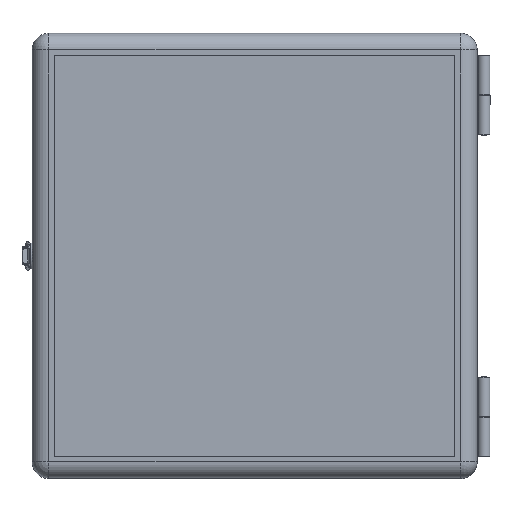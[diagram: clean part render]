
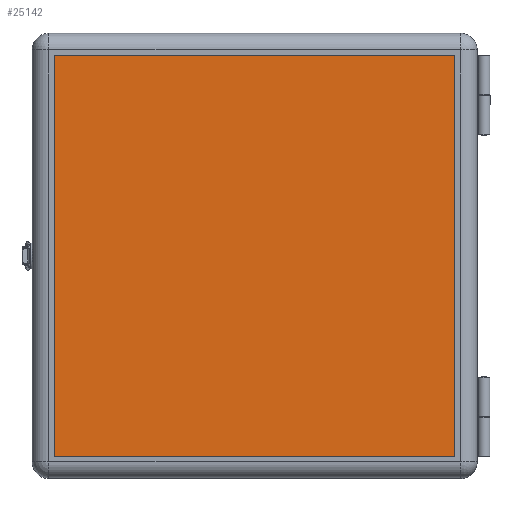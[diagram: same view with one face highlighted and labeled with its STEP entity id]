
A CAD part, top view. The second image highlights one B-rep face of the part: STEP entity #25142.
In plain terms, the highlighted face is planar.
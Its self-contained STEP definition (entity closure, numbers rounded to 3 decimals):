
#20321 = CARTESIAN_POINT ( 'NONE',  ( 180., -180., 0. ) ) ;
#20393 = CARTESIAN_POINT ( 'NONE',  ( -180., -180., 0. ) ) ;
#20506 = CARTESIAN_POINT ( 'NONE',  ( -180., 180., 0. ) ) ;
#20624 = CARTESIAN_POINT ( 'NONE',  ( 180., 180., 0. ) ) ;
#22531 = VECTOR ( 'NONE', #43623, 1000. ) ;
#22557 = VECTOR ( 'NONE', #43686, 1000. ) ;
#22602 = VECTOR ( 'NONE', #43794, 1000. ) ;
#22615 = VECTOR ( 'NONE', #43826, 1000. ) ;
#24907 = EDGE_CURVE ( 'NONE', #47957, #48269, #43618, .T. ) ;
#24928 = EDGE_CURVE ( 'NONE', #48269, #48142, #43683, .T. ) ;
#24964 = EDGE_CURVE ( 'NONE', #48029, #47957, #43786, .T. ) ;
#24975 = EDGE_CURVE ( 'NONE', #48142, #48029, #43819, .T. ) ;
#25142 = ADVANCED_FACE ( 'NONE', ( #45318 ), #45319, .F. ) ;
#25930 = EDGE_LOOP ( 'NONE', ( #34864, #34865, #34866, #34867 ) ) ;
#34864 = ORIENTED_EDGE ( 'NONE', *, *, #24964, .F. ) ;
#34865 = ORIENTED_EDGE ( 'NONE', *, *, #24975, .F. ) ;
#34866 = ORIENTED_EDGE ( 'NONE', *, *, #24928, .F. ) ;
#34867 = ORIENTED_EDGE ( 'NONE', *, *, #24907, .F. ) ;
#37351 = AXIS2_PLACEMENT_3D ( 'NONE', #45310, #45321, #45322 ) ;
#43614 = CARTESIAN_POINT ( 'NONE',  ( 180., -185., 0. ) ) ;
#43618 = LINE ( 'NONE', #43614, #22531 ) ;
#43623 = DIRECTION ( 'NONE',  ( 0., 1., 0. ) ) ;
#43683 = LINE ( 'NONE', #43685, #22557 ) ;
#43685 = CARTESIAN_POINT ( 'NONE',  ( -185., 180., 0. ) ) ;
#43686 = DIRECTION ( 'NONE',  ( -1., 0., 0. ) ) ;
#43786 = LINE ( 'NONE', #43792, #22602 ) ;
#43792 = CARTESIAN_POINT ( 'NONE',  ( -185., -180., 0. ) ) ;
#43794 = DIRECTION ( 'NONE',  ( 1., 0., 0. ) ) ;
#43819 = LINE ( 'NONE', #43825, #22615 ) ;
#43825 = CARTESIAN_POINT ( 'NONE',  ( -180., -185., 0. ) ) ;
#43826 = DIRECTION ( 'NONE',  ( 0., -1., 0. ) ) ;
#45310 = CARTESIAN_POINT ( 'NONE',  ( -185., -185., 0. ) ) ;
#45318 = FACE_OUTER_BOUND ( 'NONE', #25930, .T. ) ;
#45319 = PLANE ( 'NONE',  #37351 ) ;
#45321 = DIRECTION ( 'NONE',  ( 0., 0., 1. ) ) ;
#45322 = DIRECTION ( 'NONE',  ( 1., 0., 0. ) ) ;
#47957 = VERTEX_POINT ( 'NONE', #20321 ) ;
#48029 = VERTEX_POINT ( 'NONE', #20393 ) ;
#48142 = VERTEX_POINT ( 'NONE', #20506 ) ;
#48269 = VERTEX_POINT ( 'NONE', #20624 ) ;
